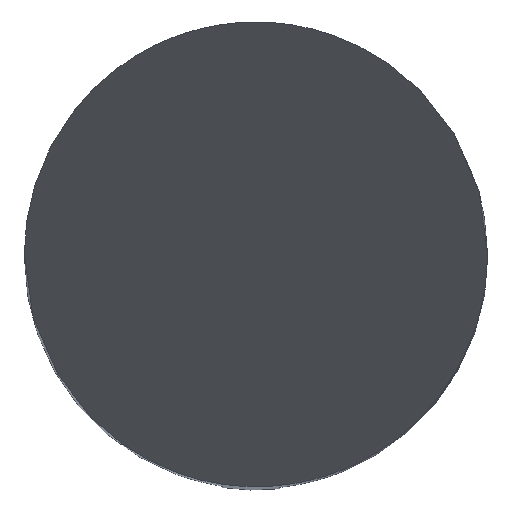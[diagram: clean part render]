
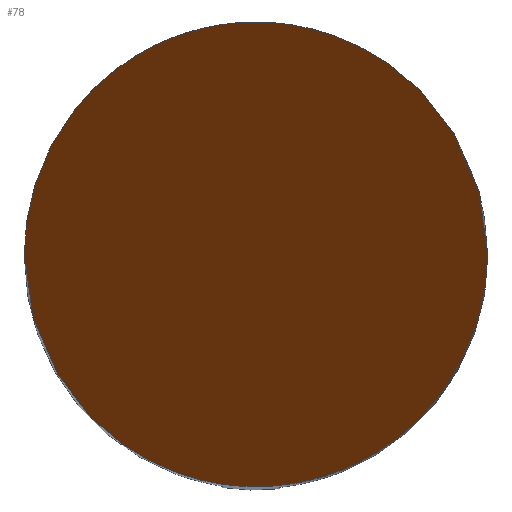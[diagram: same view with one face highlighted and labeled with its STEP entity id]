
A CAD part, top view. The second image highlights one B-rep face of the part: STEP entity #78.
In plain terms, the highlighted planar face has unit normal (0, -0.866, 0.5).
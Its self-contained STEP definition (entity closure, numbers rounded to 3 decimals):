
#50=PLANE('',#662);
#78=ADVANCED_FACE('',(#116),#50,.T.);
#116=FACE_OUTER_BOUND('',#149,.T.);
#149=EDGE_LOOP('',(#319,#320));
#319=ORIENTED_EDGE('',*,*,#492,.T.);
#320=ORIENTED_EDGE('',*,*,#527,.T.);
#436=VERTEX_POINT('',#891);
#437=VERTEX_POINT('',#896);
#492=EDGE_CURVE('',#437,#436,#608,.T.);
#527=EDGE_CURVE('',#436,#437,#611,.T.);
#608=(
BOUNDED_CURVE()
B_SPLINE_CURVE(3,(#892,#893,#894,#895),.UNSPECIFIED.,.F.,.F.)
B_SPLINE_CURVE_WITH_KNOTS((4,4),(0.,1.),.UNSPECIFIED.)
CURVE()
GEOMETRIC_REPRESENTATION_ITEM()
RATIONAL_B_SPLINE_CURVE((1.,0.333,0.333,1.))
REPRESENTATION_ITEM('')
);
#611=(
BOUNDED_CURVE()
B_SPLINE_CURVE(3,(#1064,#1065,#1066,#1067),.UNSPECIFIED.,.F.,.F.)
B_SPLINE_CURVE_WITH_KNOTS((4,4),(0.,1.),.UNSPECIFIED.)
CURVE()
GEOMETRIC_REPRESENTATION_ITEM()
RATIONAL_B_SPLINE_CURVE((1.,0.333,0.333,1.))
REPRESENTATION_ITEM('')
);
#662=AXIS2_PLACEMENT_3D('',#1072,#735,#736);
#735=DIRECTION('',(0.,-0.866,0.5));
#736=DIRECTION('',(0.,-0.5,-0.866));
#891=CARTESIAN_POINT('',(-5.,0.,0.));
#892=CARTESIAN_POINT('',(5.,0.,0.));
#893=CARTESIAN_POINT('',(5.,10.,17.321));
#894=CARTESIAN_POINT('',(-5.,10.,17.321));
#895=CARTESIAN_POINT('',(-5.,0.,0.));
#896=CARTESIAN_POINT('',(5.,0.,0.));
#1064=CARTESIAN_POINT('',(-5.,0.,0.));
#1065=CARTESIAN_POINT('',(-5.,-10.,-17.321));
#1066=CARTESIAN_POINT('',(5.,-10.,-17.321));
#1067=CARTESIAN_POINT('',(5.,0.,0.));
#1072=CARTESIAN_POINT('',(-5.001,5.,8.66));
